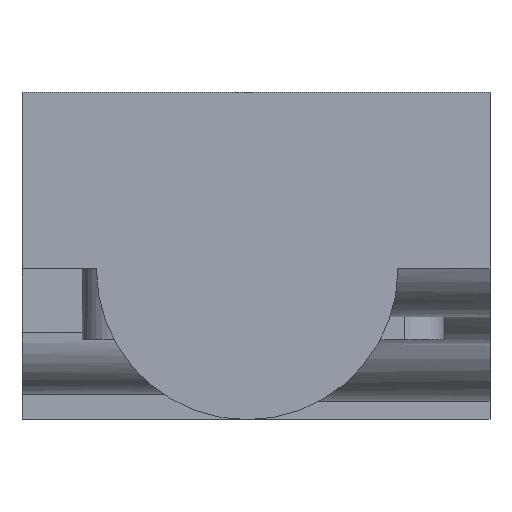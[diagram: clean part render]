
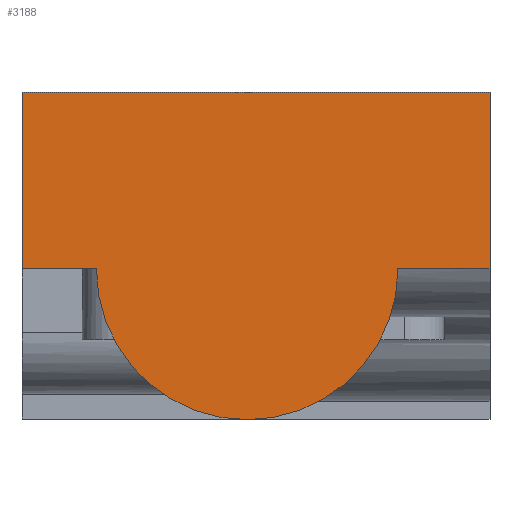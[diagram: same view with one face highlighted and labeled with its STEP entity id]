
A CAD part, front view. The second image highlights one B-rep face of the part: STEP entity #3188.
In plain terms, the highlighted planar face has unit normal (0, -1, 0).
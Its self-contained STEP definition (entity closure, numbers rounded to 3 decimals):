
#196=LINE('',#4935,#466);
#218=LINE('',#5047,#488);
#227=LINE('',#5068,#497);
#248=LINE('',#5209,#518);
#249=LINE('',#5210,#519);
#466=VECTOR('',#3891,1000.);
#488=VECTOR('',#3965,1000.);
#497=VECTOR('',#3980,1000.);
#518=VECTOR('',#4041,1000.);
#519=VECTOR('',#4042,1000.);
#900=ORIENTED_EDGE('',*,*,#1761,.F.);
#901=ORIENTED_EDGE('',*,*,#1812,.T.);
#902=ORIENTED_EDGE('',*,*,#1771,.F.);
#903=ORIENTED_EDGE('',*,*,#1813,.F.);
#904=ORIENTED_EDGE('',*,*,#1713,.T.);
#905=ORIENTED_EDGE('',*,*,#1814,.F.);
#1713=EDGE_CURVE('',#2172,#2170,#196,.T.);
#1761=EDGE_CURVE('',#2219,#2220,#218,.T.);
#1771=EDGE_CURVE('',#2228,#2226,#227,.T.);
#1812=EDGE_CURVE('',#2219,#2226,#2483,.T.);
#1813=EDGE_CURVE('',#2172,#2228,#248,.T.);
#1814=EDGE_CURVE('',#2220,#2170,#249,.T.);
#2170=VERTEX_POINT('',#4933);
#2172=VERTEX_POINT('',#4936);
#2219=VERTEX_POINT('',#5046);
#2220=VERTEX_POINT('',#5048);
#2226=VERTEX_POINT('',#5063);
#2228=VERTEX_POINT('',#5067);
#2483=CIRCLE('',#3474,17.073);
#2614=EDGE_LOOP('',(#900,#901,#902,#903,#904,#905));
#2858=FACE_BOUND('',#2614,.T.);
#3081=PLANE('',#3473);
#3188=ADVANCED_FACE('',(#2858),#3081,.F.);
#3473=AXIS2_PLACEMENT_3D('',#5207,#4037,#4038);
#3474=AXIS2_PLACEMENT_3D('',#5208,#4039,#4040);
#3891=DIRECTION('',(-1.,0.,0.));
#3965=DIRECTION('',(-1.,0.,0.));
#3980=DIRECTION('',(-1.,0.,0.));
#4037=DIRECTION('',(0.,1.,0.));
#4038=DIRECTION('',(0.,0.,1.));
#4039=DIRECTION('',(0.,-1.,0.));
#4040=DIRECTION('',(0.,0.,-1.));
#4041=DIRECTION('',(0.,0.,-1.));
#4042=DIRECTION('',(0.,0.,1.));
#4933=CARTESIAN_POINT('',(0.,0.,37.));
#4935=CARTESIAN_POINT('',(55.,0.,37.));
#4936=CARTESIAN_POINT('',(53.,0.,37.));
#5046=CARTESIAN_POINT('',(8.427,0.,17.));
#5047=CARTESIAN_POINT('',(55.,0.,17.));
#5048=CARTESIAN_POINT('',(0.,0.,17.));
#5063=CARTESIAN_POINT('',(42.573,0.,17.));
#5067=CARTESIAN_POINT('',(53.,0.,17.));
#5068=CARTESIAN_POINT('',(55.,0.,17.));
#5207=CARTESIAN_POINT('',(55.,0.,37.));
#5208=CARTESIAN_POINT('',(25.5,0.,17.));
#5209=CARTESIAN_POINT('',(53.,0.,37.));
#5210=CARTESIAN_POINT('',(0.,0.,37.));
